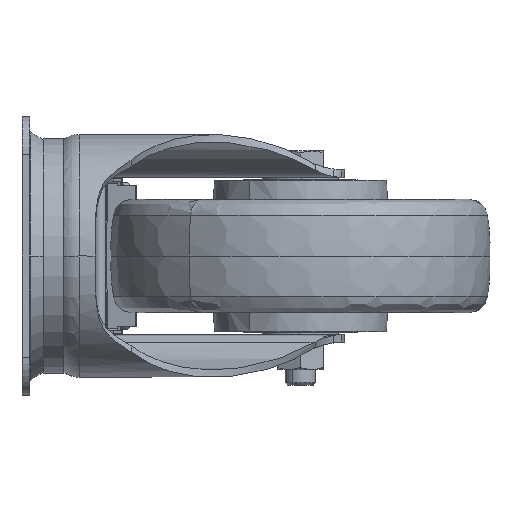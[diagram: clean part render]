
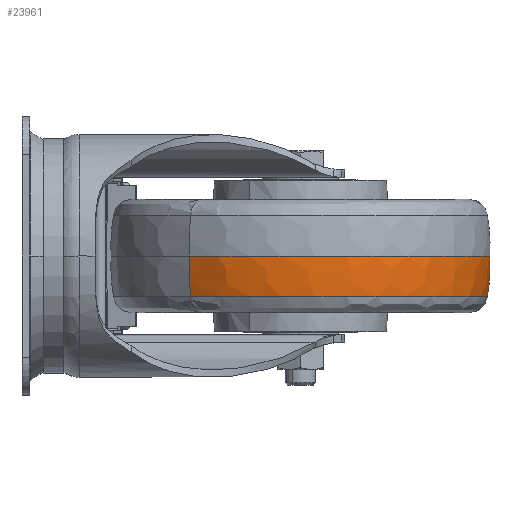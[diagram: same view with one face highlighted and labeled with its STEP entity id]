
A CAD part, left-side view. The second image highlights one B-rep face of the part: STEP entity #23961.
In plain terms, the highlighted toroidal (fillet/blend) face has major radius 24.98 mm and minor radius 100 mm.
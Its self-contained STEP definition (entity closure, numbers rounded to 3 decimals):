
#202 = CARTESIAN_POINT ( 'NONE',  ( 113.994, -153.387, -16.007 ) ) ;
#1120 = EDGE_CURVE ( 'NONE', #25114, #38215, #18022, .T. ) ;
#1384 = EDGE_CURVE ( 'NONE', #20135, #26512, #21181, .T. ) ;
#2724 = DIRECTION ( 'NONE',  ( 0.586, 0.81, 0. ) ) ;
#4937 = DIRECTION ( 'NONE',  ( 0.81, -0.586, 0. ) ) ;
#4979 = TOROIDAL_SURFACE ( 'NONE', #21968, -24.98, 100. ) ;
#7961 = DIRECTION ( 'NONE',  ( -0.586, -0.81, 0. ) ) ;
#9391 = CARTESIAN_POINT ( 'NONE',  ( 74.241, -124.638, -2.024 ) ) ;
#10002 = CARTESIAN_POINT ( 'NONE',  ( -5.994, -66.613, -16.007 ) ) ;
#11126 = CARTESIAN_POINT ( 'NONE',  ( 54., -110., -2.024 ) ) ;
#11621 = CARTESIAN_POINT ( 'NONE',  ( 114.773, -153.95, 0. ) ) ;
#11922 = ORIENTED_EDGE ( 'NONE', *, *, #1120, .F. ) ;
#12536 = CIRCLE ( 'NONE', #29592, 74.038 ) ;
#15869 = ORIENTED_EDGE ( 'NONE', *, *, #24156, .T. ) ;
#17761 = DIRECTION ( 'NONE',  ( -0.81, 0.586, 0. ) ) ;
#18022 = CIRCLE ( 'NONE', #38186, 100. ) ;
#18987 = ORIENTED_EDGE ( 'NONE', *, *, #28353, .T. ) ;
#20135 = VERTEX_POINT ( 'NONE', #202 ) ;
#20606 = FACE_OUTER_BOUND ( 'NONE', #35281, .T. ) ;
#21181 = CIRCLE ( 'NONE', #26265, 100. ) ;
#21968 = AXIS2_PLACEMENT_3D ( 'NONE', #11126, #35241, #29518 ) ;
#23961 = ADVANCED_FACE ( 'NONE', ( #20606 ), #4979, .T. ) ;
#24156 = EDGE_CURVE ( 'NONE', #25114, #20135, #12536, .T. ) ;
#25114 = VERTEX_POINT ( 'NONE', #10002 ) ;
#26265 = AXIS2_PLACEMENT_3D ( 'NONE', #35417, #7961, #37963 ) ;
#26512 = VERTEX_POINT ( 'NONE', #11621 ) ;
#28353 = EDGE_CURVE ( 'NONE', #26512, #38215, #37362, .T. ) ;
#29518 = DIRECTION ( 'NONE',  ( 0.81, -0.586, 0. ) ) ;
#29592 = AXIS2_PLACEMENT_3D ( 'NONE', #37877, #32177, #4937 ) ;
#29784 = DIRECTION ( 'NONE',  ( -0.81, 0.586, 0. ) ) ;
#29805 = AXIS2_PLACEMENT_3D ( 'NONE', #32794, #35945, #17761 ) ;
#32177 = DIRECTION ( 'NONE',  ( 0., 0., 1. ) ) ;
#32794 = CARTESIAN_POINT ( 'NONE',  ( 54., -110., 0. ) ) ;
#34104 = ORIENTED_EDGE ( 'NONE', *, *, #1384, .T. ) ;
#35241 = DIRECTION ( 'NONE',  ( 0., 0., 1. ) ) ;
#35281 = EDGE_LOOP ( 'NONE', ( #11922, #15869, #34104, #18987 ) ) ;
#35417 = CARTESIAN_POINT ( 'NONE',  ( 33.759, -95.362, -2.024 ) ) ;
#35945 = DIRECTION ( 'NONE',  ( 0., 0., -1. ) ) ;
#37362 = CIRCLE ( 'NONE', #29805, 75. ) ;
#37877 = CARTESIAN_POINT ( 'NONE',  ( 54., -110., -16.007 ) ) ;
#37963 = DIRECTION ( 'NONE',  ( 0.81, -0.586, 0. ) ) ;
#38186 = AXIS2_PLACEMENT_3D ( 'NONE', #9391, #2724, #29784 ) ;
#38215 = VERTEX_POINT ( 'NONE', #38887 ) ;
#38887 = CARTESIAN_POINT ( 'NONE',  ( -6.773, -66.05, 0. ) ) ;
